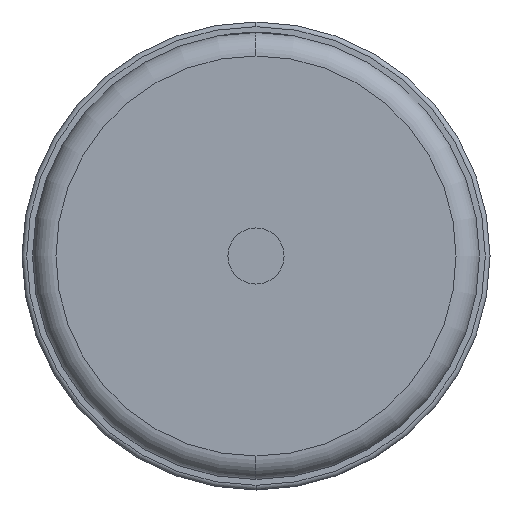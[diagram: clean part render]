
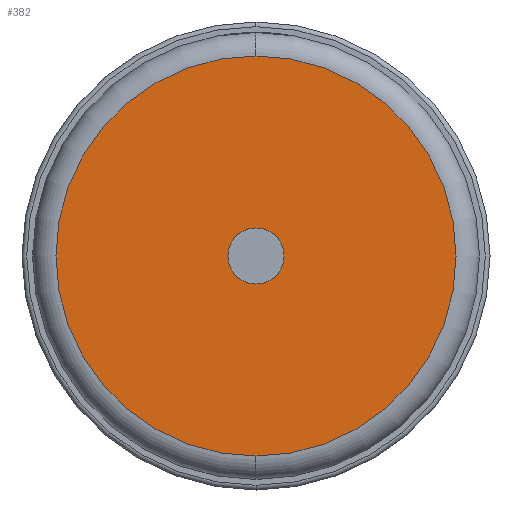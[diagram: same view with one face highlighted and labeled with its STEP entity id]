
A CAD part, left-side view. The second image highlights one B-rep face of the part: STEP entity #382.
In plain terms, the highlighted planar face has unit normal (-1, 0, 0).
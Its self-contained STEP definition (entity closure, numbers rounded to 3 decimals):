
#74 = DIRECTION ( 'NONE',  ( 0., 0., -1. ) ) ;
#382 = ADVANCED_FACE ( 'NONE', ( #2487, #3425 ), #2575, .F. ) ;
#525 = EDGE_CURVE ( 'NONE', #1696, #3315, #4063, .T. ) ;
#633 = CIRCLE ( 'NONE', #3558, 42.75 ) ;
#635 = ORIENTED_EDGE ( 'NONE', *, *, #2621, .T. ) ;
#689 = CARTESIAN_POINT ( 'NONE',  ( 0., 0., 0. ) ) ;
#717 = VERTEX_POINT ( 'NONE', #1669 ) ;
#934 = CIRCLE ( 'NONE', #1995, 6. ) ;
#1306 = CARTESIAN_POINT ( 'NONE',  ( 0., 0., 0. ) ) ;
#1669 = CARTESIAN_POINT ( 'NONE',  ( 0., 0., -42.75 ) ) ;
#1696 = VERTEX_POINT ( 'NONE', #2970 ) ;
#1916 = EDGE_CURVE ( 'NONE', #3315, #1696, #934, .T. ) ;
#1950 = AXIS2_PLACEMENT_3D ( 'NONE', #689, #2250, #5002 ) ;
#1995 = AXIS2_PLACEMENT_3D ( 'NONE', #3819, #2280, #5026 ) ;
#2011 = CARTESIAN_POINT ( 'NONE',  ( 0., 0., 0. ) ) ;
#2075 = EDGE_CURVE ( 'NONE', #717, #2106, #4396, .T. ) ;
#2106 = VERTEX_POINT ( 'NONE', #2855 ) ;
#2250 = DIRECTION ( 'NONE',  ( 1., 0., 0. ) ) ;
#2263 = EDGE_LOOP ( 'NONE', ( #2684, #635 ) ) ;
#2280 = DIRECTION ( 'NONE',  ( -1., 0., 0. ) ) ;
#2393 = DIRECTION ( 'NONE',  ( -1., 0., 0. ) ) ;
#2487 = FACE_OUTER_BOUND ( 'NONE', #2263, .T. ) ;
#2575 = PLANE ( 'NONE',  #1950 ) ;
#2621 = EDGE_CURVE ( 'NONE', #2106, #717, #633, .T. ) ;
#2684 = ORIENTED_EDGE ( 'NONE', *, *, #2075, .T. ) ;
#2855 = CARTESIAN_POINT ( 'NONE',  ( 0., 0., 42.75 ) ) ;
#2970 = CARTESIAN_POINT ( 'NONE',  ( 0., 0., 6. ) ) ;
#3152 = CARTESIAN_POINT ( 'NONE',  ( 0., 0., -6. ) ) ;
#3236 = DIRECTION ( 'NONE',  ( -1., 0., 0. ) ) ;
#3315 = VERTEX_POINT ( 'NONE', #3152 ) ;
#3425 = FACE_BOUND ( 'NONE', #4017, .T. ) ;
#3558 = AXIS2_PLACEMENT_3D ( 'NONE', #2011, #2393, #74 ) ;
#3819 = CARTESIAN_POINT ( 'NONE',  ( 0., 0., 0. ) ) ;
#3967 = DIRECTION ( 'NONE',  ( 0., 0., -1. ) ) ;
#4017 = EDGE_LOOP ( 'NONE', ( #4698, #4216 ) ) ;
#4063 = CIRCLE ( 'NONE', #4565, 6. ) ;
#4216 = ORIENTED_EDGE ( 'NONE', *, *, #525, .F. ) ;
#4220 = CARTESIAN_POINT ( 'NONE',  ( 0., 0., 0. ) ) ;
#4270 = DIRECTION ( 'NONE',  ( 0., 0., -1. ) ) ;
#4396 = CIRCLE ( 'NONE', #4630, 42.75 ) ;
#4565 = AXIS2_PLACEMENT_3D ( 'NONE', #4220, #5017, #4270 ) ;
#4630 = AXIS2_PLACEMENT_3D ( 'NONE', #1306, #3236, #3967 ) ;
#4698 = ORIENTED_EDGE ( 'NONE', *, *, #1916, .F. ) ;
#5002 = DIRECTION ( 'NONE',  ( 0., 0., -1. ) ) ;
#5017 = DIRECTION ( 'NONE',  ( -1., 0., 0. ) ) ;
#5026 = DIRECTION ( 'NONE',  ( 0., 0., -1. ) ) ;
